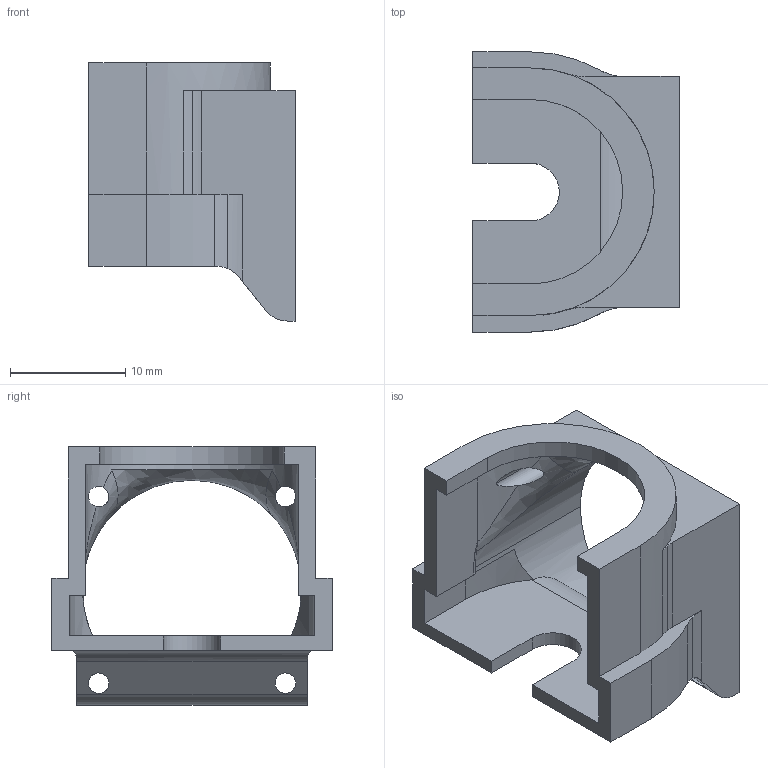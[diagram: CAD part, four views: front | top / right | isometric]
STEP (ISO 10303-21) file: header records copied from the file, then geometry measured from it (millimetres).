
FILE_DESCRIPTION( ( 'STEP File Generated from Kubotek KEYCREATOR' ), '1' );
FILE_NAME( 'Part1', '2016-04-20T23:11:40', ( 'KEYCREATOR USER' ), ( 'KUBOTEK USA, Inc.' ), 'ACIS Interop R12 SP5', 'Kubotek KEYCREATOR V3. 0. 0 (0081)', 'KC' );
FILE_SCHEMA( ( 'automotive_design' ) );
Length unit declared in the file: millimetre
Products named in the file (1): First Position[5.2.4.1]
Bounding box: 17.9 x 24.31 x 22.4 mm (x, y, z)
Volume: 1625.3 mm3; surface area: 2710.6 mm2
Topology: 1 solids, 1 shells, 70 faces, 243 edges, 170 vertices
Faces by surface type: plane 32, cylinder 31, bspline 7
Entity records: 7016 total; most frequent: CARTESIAN_POINT 2317, STYLED_ITEM 482, PRESENTATION_STYLE_ASSIGNMENT 482, COLOUR_RGB 482, ORIENTED_EDGE 482, DIRECTION 380, EDGE_CURVE 241, CURVE_STYLE 241
